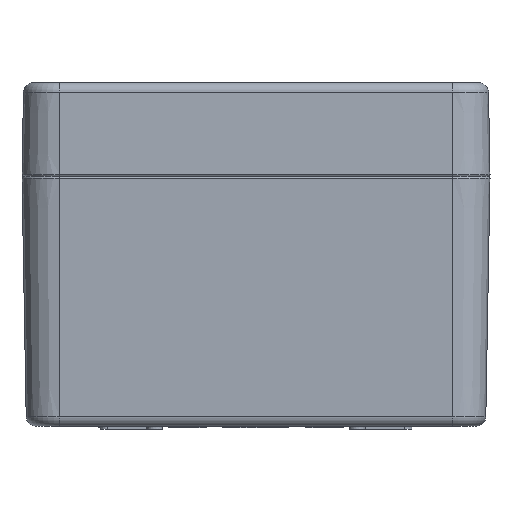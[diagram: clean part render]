
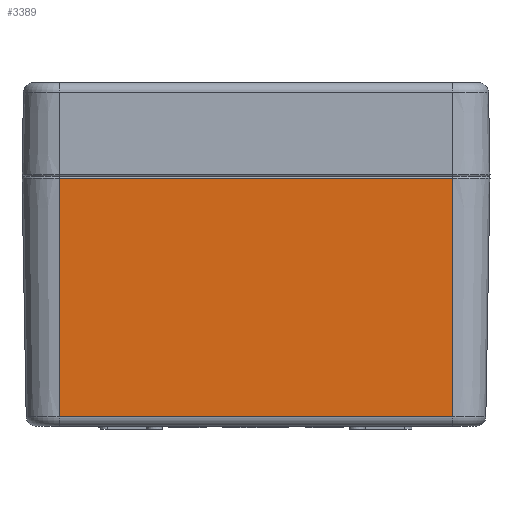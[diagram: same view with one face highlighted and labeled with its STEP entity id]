
A CAD part, left-side view. The second image highlights one B-rep face of the part: STEP entity #3389.
In plain terms, the highlighted planar face has unit normal (-1, 0, -0.018).
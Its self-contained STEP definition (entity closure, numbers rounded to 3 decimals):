
#3219=CARTESIAN_POINT('',(-79.995,31.5,-0.305));
#3220=VERTEX_POINT('',#3219);
#3245=CARTESIAN_POINT('',(-79.995,-31.5,-0.305));
#3246=VERTEX_POINT('',#3245);
#3256=CARTESIAN_POINT('',(-79.995,31.5,-0.305));
#3257=DIRECTION('',(0.0,-1.0,0.0));
#3258=VECTOR('',#3257,63.);
#3259=LINE('',#3256,#3258);
#3260=EDGE_CURVE('',#3220,#3246,#3259,.T.);
#3359=CARTESIAN_POINT('',(-80.0,31.5,0.0));
#3360=DIRECTION('',(-1.,0.0,-0.017));
#3361=DIRECTION('',(0.0,1.0,0.0));
#3362=AXIS2_PLACEMENT_3D('',#3359,#3360,#3361);
#3363=PLANE('',#3362);
#3364=ORIENTED_EDGE('',*,*,#3260,.F.);
#3365=CARTESIAN_POINT('',(-79.328,31.5,-38.526));
#3366=VERTEX_POINT('',#3365);
#3367=CARTESIAN_POINT('',(-79.995,31.5,-0.305));
#3368=DIRECTION('',(0.017,0.0,-1.));
#3369=VECTOR('',#3368,38.227);
#3370=LINE('',#3367,#3369);
#3371=EDGE_CURVE('',#3220,#3366,#3370,.T.);
#3372=ORIENTED_EDGE('',*,*,#3371,.T.);
#3373=CARTESIAN_POINT('',(-79.328,-31.5,-38.526));
#3374=VERTEX_POINT('',#3373);
#3375=CARTESIAN_POINT('',(-79.328,-31.5,-38.526));
#3376=DIRECTION('',(0.0,1.0,0.0));
#3377=VECTOR('',#3376,63.);
#3378=LINE('',#3375,#3377);
#3379=EDGE_CURVE('',#3374,#3366,#3378,.T.);
#3380=ORIENTED_EDGE('',*,*,#3379,.F.);
#3381=CARTESIAN_POINT('',(-79.995,-31.5,-0.305));
#3382=DIRECTION('',(0.017,0.0,-1.));
#3383=VECTOR('',#3382,38.227);
#3384=LINE('',#3381,#3383);
#3385=EDGE_CURVE('',#3246,#3374,#3384,.T.);
#3386=ORIENTED_EDGE('',*,*,#3385,.F.);
#3387=EDGE_LOOP('',(#3364,#3372,#3380,#3386));
#3388=FACE_OUTER_BOUND('',#3387,.T.);
#3389=ADVANCED_FACE('',(#3388),#3363,.T.);
